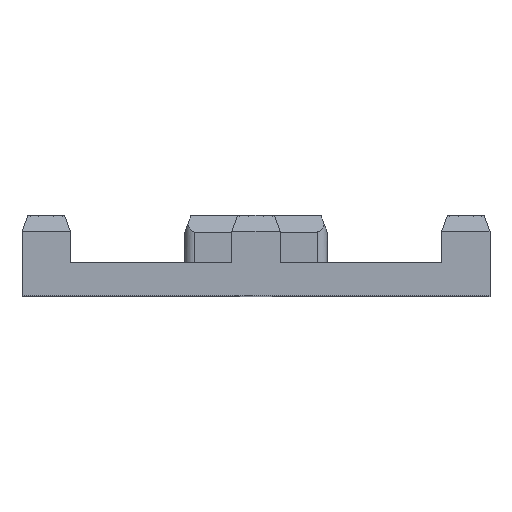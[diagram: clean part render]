
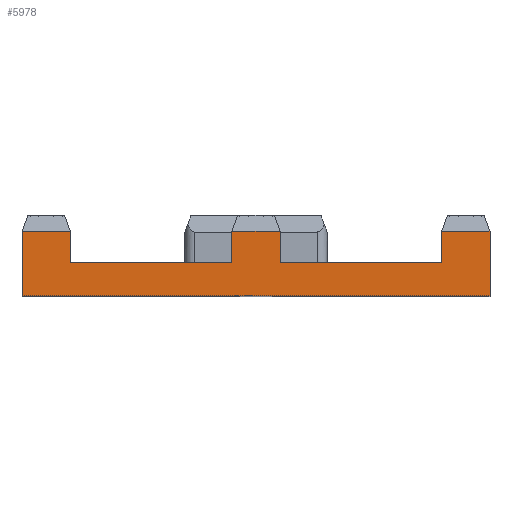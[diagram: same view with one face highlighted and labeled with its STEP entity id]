
A CAD part, top view. The second image highlights one B-rep face of the part: STEP entity #5978.
In plain terms, the highlighted planar face has unit normal (0, 0, 1).
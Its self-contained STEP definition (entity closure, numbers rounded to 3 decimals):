
#85 = ORIENTED_EDGE ( 'NONE', *, *, #6769, .F. ) ;
#114 = ORIENTED_EDGE ( 'NONE', *, *, #3303, .F. ) ;
#208 = PLANE ( 'NONE',  #1541 ) ;
#254 = DIRECTION ( 'NONE',  ( 0., 0., -1. ) ) ;
#318 = CARTESIAN_POINT ( 'NONE',  ( 80., 20., 0. ) ) ;
#425 = CARTESIAN_POINT ( 'NONE',  ( 145., 10., 0. ) ) ;
#449 = VECTOR ( 'NONE', #1891, 1000. ) ;
#591 = VERTEX_POINT ( 'NONE', #2613 ) ;
#608 = VECTOR ( 'NONE', #1386, 1000. ) ;
#960 = CARTESIAN_POINT ( 'NONE',  ( 145., 20., 0. ) ) ;
#1004 = DIRECTION ( 'NONE',  ( 1., 0., 0. ) ) ;
#1073 = VECTOR ( 'NONE', #1004, 1000. ) ;
#1157 = EDGE_CURVE ( 'NONE', #1605, #6579, #1943, .T. ) ;
#1303 = VERTEX_POINT ( 'NONE', #4320 ) ;
#1348 = VECTOR ( 'NONE', #5436, 1000. ) ;
#1386 = DIRECTION ( 'NONE',  ( 1., 0., 0. ) ) ;
#1495 = CARTESIAN_POINT ( 'NONE',  ( 15., 20., 0. ) ) ;
#1541 = AXIS2_PLACEMENT_3D ( 'NONE', #8128, #254, #6797 ) ;
#1578 = ORIENTED_EDGE ( 'NONE', *, *, #2557, .F. ) ;
#1605 = VERTEX_POINT ( 'NONE', #1495 ) ;
#1686 = CARTESIAN_POINT ( 'NONE',  ( 0., 10.25, 0. ) ) ;
#1759 = ORIENTED_EDGE ( 'NONE', *, *, #1157, .F. ) ;
#1777 = EDGE_CURVE ( 'NONE', #6605, #2813, #8277, .T. ) ;
#1794 = VERTEX_POINT ( 'NONE', #318 ) ;
#1798 = VECTOR ( 'NONE', #8932, 1000. ) ;
#1812 = VECTOR ( 'NONE', #2328, 1000. ) ;
#1891 = DIRECTION ( 'NONE',  ( 0., -1., 0. ) ) ;
#1941 = CARTESIAN_POINT ( 'NONE',  ( 0., 10.25, 0. ) ) ;
#1943 = LINE ( 'NONE', #4098, #3149 ) ;
#2279 = CARTESIAN_POINT ( 'NONE',  ( 65., 20., 0. ) ) ;
#2328 = DIRECTION ( 'NONE',  ( 1., 0., 0. ) ) ;
#2557 = EDGE_CURVE ( 'NONE', #1303, #591, #6088, .T. ) ;
#2613 = CARTESIAN_POINT ( 'NONE',  ( 145., 20., 0. ) ) ;
#2643 = EDGE_CURVE ( 'NONE', #5724, #8790, #8777, .T. ) ;
#2652 = EDGE_CURVE ( 'NONE', #591, #4550, #5548, .T. ) ;
#2692 = CARTESIAN_POINT ( 'NONE',  ( 0., 10., 0. ) ) ;
#2722 = EDGE_CURVE ( 'NONE', #5408, #5417, #3998, .T. ) ;
#2813 = VERTEX_POINT ( 'NONE', #8580 ) ;
#3060 = EDGE_CURVE ( 'NONE', #5408, #1605, #6474, .T. ) ;
#3149 = VECTOR ( 'NONE', #6228, 1000. ) ;
#3271 = DIRECTION ( 'NONE',  ( 0., -1., 0. ) ) ;
#3303 = EDGE_CURVE ( 'NONE', #6579, #8790, #4189, .T. ) ;
#3326 = VECTOR ( 'NONE', #5177, 1000. ) ;
#3384 = ORIENTED_EDGE ( 'NONE', *, *, #8579, .T. ) ;
#3531 = ORIENTED_EDGE ( 'NONE', *, *, #1777, .F. ) ;
#3638 = EDGE_CURVE ( 'NONE', #5724, #1794, #7583, .T. ) ;
#3892 = EDGE_CURVE ( 'NONE', #5417, #4550, #8761, .T. ) ;
#3998 = LINE ( 'NONE', #2692, #449 ) ;
#4098 = CARTESIAN_POINT ( 'NONE',  ( 15., 20., 0. ) ) ;
#4189 = LINE ( 'NONE', #1941, #608 ) ;
#4224 = ORIENTED_EDGE ( 'NONE', *, *, #3892, .T. ) ;
#4320 = CARTESIAN_POINT ( 'NONE',  ( 130., 20., 0. ) ) ;
#4358 = ORIENTED_EDGE ( 'NONE', *, *, #3638, .F. ) ;
#4446 = ORIENTED_EDGE ( 'NONE', *, *, #2652, .F. ) ;
#4509 = LINE ( 'NONE', #8015, #7772 ) ;
#4550 = VERTEX_POINT ( 'NONE', #9192 ) ;
#4711 = VECTOR ( 'NONE', #5111, 1000. ) ;
#4939 = CARTESIAN_POINT ( 'NONE',  ( 80., 10.25, 0. ) ) ;
#5077 = DIRECTION ( 'NONE',  ( 0., -1., 0. ) ) ;
#5111 = DIRECTION ( 'NONE',  ( 1., 0., 0. ) ) ;
#5177 = DIRECTION ( 'NONE',  ( 0., -1., 0. ) ) ;
#5408 = VERTEX_POINT ( 'NONE', #7350 ) ;
#5417 = VERTEX_POINT ( 'NONE', #5887 ) ;
#5436 = DIRECTION ( 'NONE',  ( 1., 0., 0. ) ) ;
#5548 = LINE ( 'NONE', #425, #8020 ) ;
#5724 = VERTEX_POINT ( 'NONE', #7702 ) ;
#5887 = CARTESIAN_POINT ( 'NONE',  ( 0., 0., 0. ) ) ;
#5937 = ORIENTED_EDGE ( 'NONE', *, *, #2643, .T. ) ;
#5951 = CARTESIAN_POINT ( 'NONE',  ( 130., 20., 0. ) ) ;
#5961 = FACE_OUTER_BOUND ( 'NONE', #6104, .T. ) ;
#5978 = ADVANCED_FACE ( 'NONE', ( #5961 ), #208, .F. ) ;
#6088 = LINE ( 'NONE', #960, #1812 ) ;
#6104 = EDGE_LOOP ( 'NONE', ( #4224, #4446, #1578, #3384, #3531, #85, #4358, #5937, #114, #1759, #6176, #8602 ) ) ;
#6176 = ORIENTED_EDGE ( 'NONE', *, *, #3060, .F. ) ;
#6228 = DIRECTION ( 'NONE',  ( 0., -1., 0. ) ) ;
#6407 = CARTESIAN_POINT ( 'NONE',  ( 15., 10.25, 0. ) ) ;
#6474 = LINE ( 'NONE', #9375, #7118 ) ;
#6579 = VERTEX_POINT ( 'NONE', #6407 ) ;
#6605 = VERTEX_POINT ( 'NONE', #4939 ) ;
#6649 = LINE ( 'NONE', #5951, #1798 ) ;
#6769 = EDGE_CURVE ( 'NONE', #1794, #6605, #4509, .T. ) ;
#6797 = DIRECTION ( 'NONE',  ( -1., 0., 0. ) ) ;
#7118 = VECTOR ( 'NONE', #8749, 1000. ) ;
#7350 = CARTESIAN_POINT ( 'NONE',  ( 0., 20., 0. ) ) ;
#7538 = CARTESIAN_POINT ( 'NONE',  ( 80., 20., 0. ) ) ;
#7583 = LINE ( 'NONE', #7538, #1073 ) ;
#7702 = CARTESIAN_POINT ( 'NONE',  ( 65., 20., 0. ) ) ;
#7772 = VECTOR ( 'NONE', #5077, 1000. ) ;
#7913 = CARTESIAN_POINT ( 'NONE',  ( 0., 0., 0. ) ) ;
#8015 = CARTESIAN_POINT ( 'NONE',  ( 80., 20., 0. ) ) ;
#8020 = VECTOR ( 'NONE', #3271, 1000. ) ;
#8128 = CARTESIAN_POINT ( 'NONE',  ( 0., 10., 0. ) ) ;
#8277 = LINE ( 'NONE', #1686, #1348 ) ;
#8579 = EDGE_CURVE ( 'NONE', #1303, #2813, #6649, .T. ) ;
#8580 = CARTESIAN_POINT ( 'NONE',  ( 130., 10.25, 0. ) ) ;
#8602 = ORIENTED_EDGE ( 'NONE', *, *, #2722, .T. ) ;
#8749 = DIRECTION ( 'NONE',  ( 1., 0., 0. ) ) ;
#8761 = LINE ( 'NONE', #7913, #4711 ) ;
#8777 = LINE ( 'NONE', #2279, #3326 ) ;
#8790 = VERTEX_POINT ( 'NONE', #9255 ) ;
#8932 = DIRECTION ( 'NONE',  ( 0., -1., 0. ) ) ;
#9192 = CARTESIAN_POINT ( 'NONE',  ( 145., 0., 0. ) ) ;
#9255 = CARTESIAN_POINT ( 'NONE',  ( 65., 10.25, 0. ) ) ;
#9375 = CARTESIAN_POINT ( 'NONE',  ( 0., 20., 0. ) ) ;
